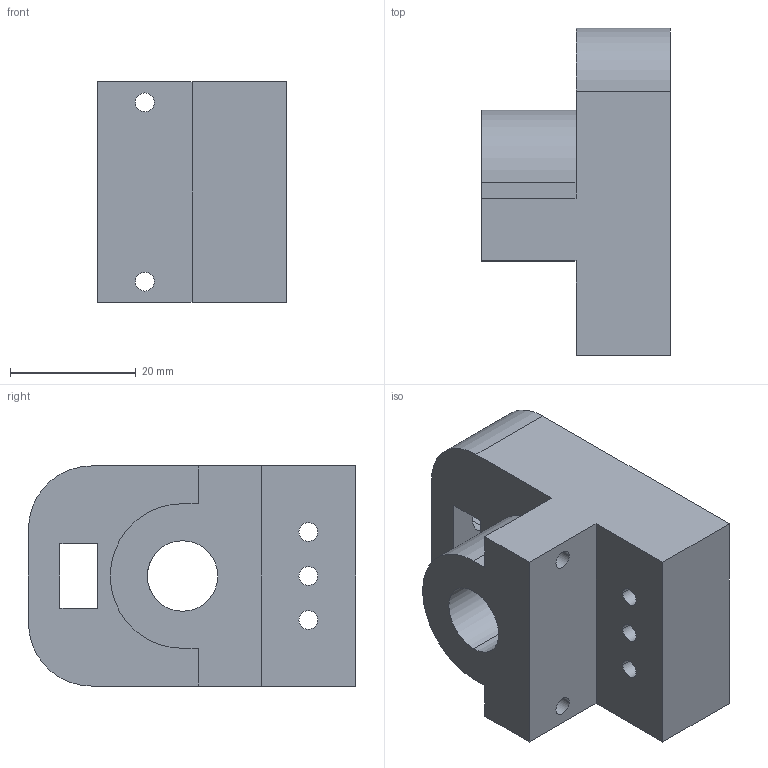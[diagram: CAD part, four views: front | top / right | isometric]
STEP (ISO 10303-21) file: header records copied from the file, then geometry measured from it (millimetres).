
FILE_DESCRIPTION (( 'STEP AP214' ), '1' );
FILE_NAME ('counterweight mount.step', '2024-01-14T05:53:11', ( '' ), ( '' ), 'SwSTEP 2.0', 'SolidWorks 2022', '' );
FILE_SCHEMA (( 'AUTOMOTIVE_DESIGN' ));
Length unit declared in the file: millimetre
Products named in the file (1): counterweight mount
Bounding box: 30 x 52 x 35 mm (x, y, z)
Volume: 30727 mm3; surface area: 9746.5 mm2
Topology: 1 solids, 1 shells, 57 faces, 156 edges, 104 vertices
Faces by surface type: plane 32, cylinder 25
Entity records: 1946 total; most frequent: CARTESIAN_POINT 380, DIRECTION 318, ORIENTED_EDGE 312, EDGE_CURVE 156, LINE 106, VECTOR 106, AXIS2_PLACEMENT_3D 106, VERTEX_POINT 104
